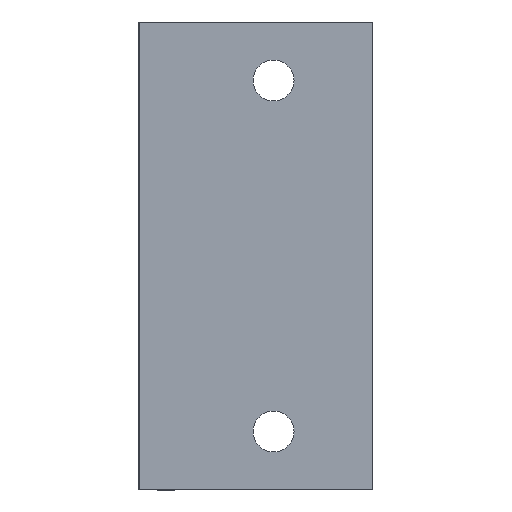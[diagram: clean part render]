
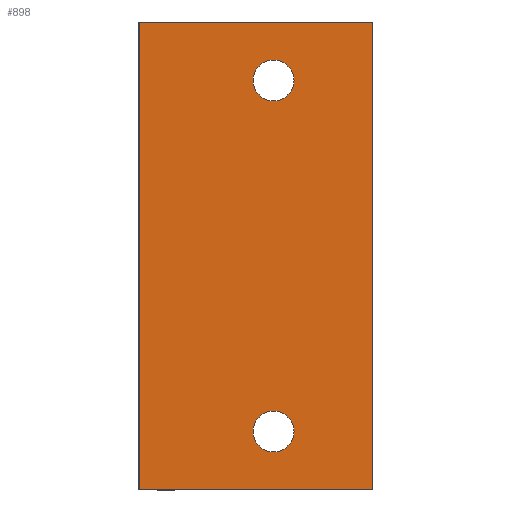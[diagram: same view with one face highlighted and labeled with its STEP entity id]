
A CAD part, front view. The second image highlights one B-rep face of the part: STEP entity #898.
In plain terms, the highlighted planar face has unit normal (0, -1, 0).
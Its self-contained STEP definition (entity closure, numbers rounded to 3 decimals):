
#26 = DIRECTION ( 'NONE',  ( -1., 0., 0. ) ) ;
#68 = CARTESIAN_POINT ( 'NONE',  ( 40., 0., -40. ) ) ;
#110 = CIRCLE ( 'NONE', #640, 3.5 ) ;
#115 = CARTESIAN_POINT ( 'NONE',  ( 23., 0., 30. ) ) ;
#148 = CARTESIAN_POINT ( 'NONE',  ( 40., 0., 40. ) ) ;
#164 = DIRECTION ( 'NONE',  ( 1., 0., 0. ) ) ;
#212 = DIRECTION ( 'NONE',  ( -1., 0., 0. ) ) ;
#223 = EDGE_CURVE ( 'NONE', #987, #2359, #913, .T. ) ;
#228 = EDGE_CURVE ( 'NONE', #1674, #508, #1264, .T. ) ;
#250 = LINE ( 'NONE', #668, #2346 ) ;
#362 = LINE ( 'NONE', #2393, #1559 ) ;
#431 = CARTESIAN_POINT ( 'NONE',  ( 19.5, 0., 30. ) ) ;
#462 = CARTESIAN_POINT ( 'NONE',  ( 0., 0., -40. ) ) ;
#508 = VERTEX_POINT ( 'NONE', #431 ) ;
#540 = FACE_OUTER_BOUND ( 'NONE', #959, .T. ) ;
#574 = FACE_BOUND ( 'NONE', #2119, .T. ) ;
#594 = EDGE_CURVE ( 'NONE', #987, #1633, #741, .T. ) ;
#640 = AXIS2_PLACEMENT_3D ( 'NONE', #2647, #2606, #2643 ) ;
#641 = DIRECTION ( 'NONE',  ( 1., 0., 0. ) ) ;
#647 = DIRECTION ( 'NONE',  ( 0., 1., 0. ) ) ;
#665 = DIRECTION ( 'NONE',  ( 1., 0., 0. ) ) ;
#668 = CARTESIAN_POINT ( 'NONE',  ( 0., 0., -40. ) ) ;
#693 = VERTEX_POINT ( 'NONE', #2410 ) ;
#730 = CIRCLE ( 'NONE', #2305, 3.5 ) ;
#741 = LINE ( 'NONE', #2536, #1153 ) ;
#820 = AXIS2_PLACEMENT_3D ( 'NONE', #1311, #1000, #989 ) ;
#886 = VERTEX_POINT ( 'NONE', #1214 ) ;
#898 = ADVANCED_FACE ( 'NONE', ( #1948, #574, #540 ), #1058, .F. ) ;
#913 = LINE ( 'NONE', #1101, #1589 ) ;
#959 = EDGE_LOOP ( 'NONE', ( #1036, #1403, #2031, #1115 ) ) ;
#987 = VERTEX_POINT ( 'NONE', #2855 ) ;
#989 = DIRECTION ( 'NONE',  ( 0., 0., 1. ) ) ;
#1000 = DIRECTION ( 'NONE',  ( 0., 1., 0. ) ) ;
#1036 = ORIENTED_EDGE ( 'NONE', *, *, #2404, .T. ) ;
#1058 = PLANE ( 'NONE',  #820 ) ;
#1101 = CARTESIAN_POINT ( 'NONE',  ( 0., 0., 40. ) ) ;
#1102 = DIRECTION ( 'NONE',  ( 0., 0., -1. ) ) ;
#1115 = ORIENTED_EDGE ( 'NONE', *, *, #223, .T. ) ;
#1153 = VECTOR ( 'NONE', #665, 1000. ) ;
#1214 = CARTESIAN_POINT ( 'NONE',  ( 26.5, 0., -30. ) ) ;
#1215 = CIRCLE ( 'NONE', #2825, 3.5 ) ;
#1264 = CIRCLE ( 'NONE', #1314, 3.5 ) ;
#1285 = ORIENTED_EDGE ( 'NONE', *, *, #2440, .T. ) ;
#1311 = CARTESIAN_POINT ( 'NONE',  ( 0., 0., 40. ) ) ;
#1314 = AXIS2_PLACEMENT_3D ( 'NONE', #115, #647, #641 ) ;
#1403 = ORIENTED_EDGE ( 'NONE', *, *, #1694, .F. ) ;
#1496 = EDGE_LOOP ( 'NONE', ( #1766, #2080 ) ) ;
#1559 = VECTOR ( 'NONE', #2429, 1000. ) ;
#1583 = CARTESIAN_POINT ( 'NONE',  ( 26.5, 0., 30. ) ) ;
#1589 = VECTOR ( 'NONE', #1102, 1000. ) ;
#1633 = VERTEX_POINT ( 'NONE', #148 ) ;
#1674 = VERTEX_POINT ( 'NONE', #1583 ) ;
#1694 = EDGE_CURVE ( 'NONE', #1633, #2627, #362, .T. ) ;
#1766 = ORIENTED_EDGE ( 'NONE', *, *, #2572, .T. ) ;
#1779 = CARTESIAN_POINT ( 'NONE',  ( 23., 0., -30. ) ) ;
#1883 = CARTESIAN_POINT ( 'NONE',  ( 23., 0., -30. ) ) ;
#1948 = FACE_BOUND ( 'NONE', #1496, .T. ) ;
#1998 = DIRECTION ( 'NONE',  ( 0., 1., 0. ) ) ;
#2031 = ORIENTED_EDGE ( 'NONE', *, *, #594, .F. ) ;
#2080 = ORIENTED_EDGE ( 'NONE', *, *, #228, .T. ) ;
#2119 = EDGE_LOOP ( 'NONE', ( #1285, #2466 ) ) ;
#2305 = AXIS2_PLACEMENT_3D ( 'NONE', #1883, #1998, #26 ) ;
#2346 = VECTOR ( 'NONE', #164, 1000. ) ;
#2359 = VERTEX_POINT ( 'NONE', #462 ) ;
#2393 = CARTESIAN_POINT ( 'NONE',  ( 40., 0., 40. ) ) ;
#2404 = EDGE_CURVE ( 'NONE', #2359, #2627, #250, .T. ) ;
#2410 = CARTESIAN_POINT ( 'NONE',  ( 19.5, 0., -30. ) ) ;
#2429 = DIRECTION ( 'NONE',  ( 0., 0., -1. ) ) ;
#2440 = EDGE_CURVE ( 'NONE', #693, #886, #730, .T. ) ;
#2466 = ORIENTED_EDGE ( 'NONE', *, *, #2690, .T. ) ;
#2536 = CARTESIAN_POINT ( 'NONE',  ( 0., 0., 40. ) ) ;
#2572 = EDGE_CURVE ( 'NONE', #508, #1674, #110, .T. ) ;
#2606 = DIRECTION ( 'NONE',  ( 0., 1., 0. ) ) ;
#2627 = VERTEX_POINT ( 'NONE', #68 ) ;
#2643 = DIRECTION ( 'NONE',  ( 1., 0., 0. ) ) ;
#2647 = CARTESIAN_POINT ( 'NONE',  ( 23., 0., 30. ) ) ;
#2690 = EDGE_CURVE ( 'NONE', #886, #693, #1215, .T. ) ;
#2825 = AXIS2_PLACEMENT_3D ( 'NONE', #1779, #2845, #212 ) ;
#2845 = DIRECTION ( 'NONE',  ( 0., 1., 0. ) ) ;
#2855 = CARTESIAN_POINT ( 'NONE',  ( 0., 0., 40. ) ) ;
